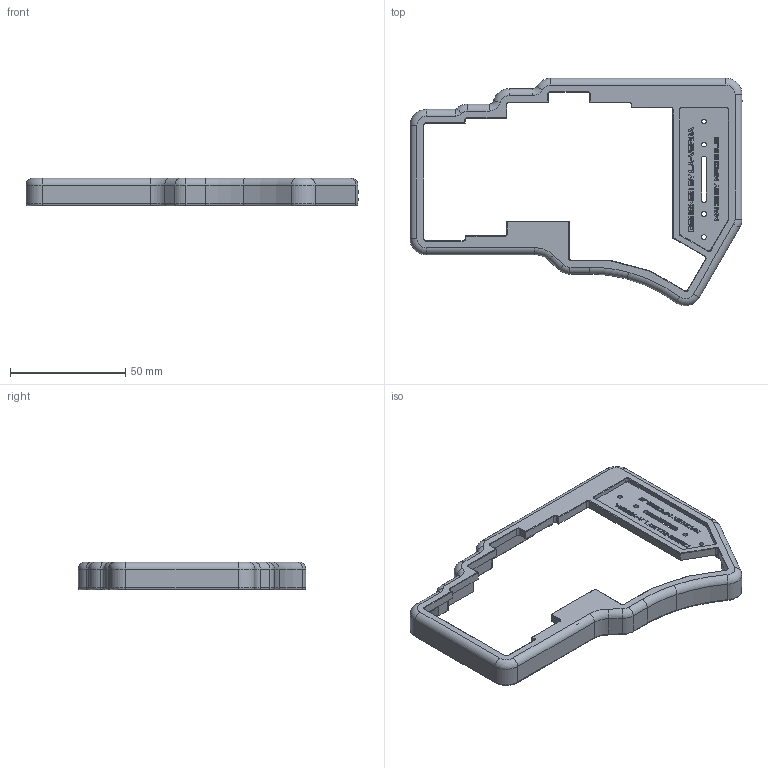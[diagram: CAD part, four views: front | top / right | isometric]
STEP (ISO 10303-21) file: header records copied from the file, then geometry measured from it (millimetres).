
FILE_DESCRIPTION(/* description */ (''),/* implementation_level */ '2;1');
FILE_NAME(/* name */ 'top_left.step',/* time_stamp */ '2023-10-15T18:58:28+10:00',/* author */ (''),/* organization */ (''),/* preprocessor_version */ 'ST-DEVELOPER v20',/* originating_system */ 'Autodesk Translation Framework v12.9.0.99',/* authorisation */ '');
FILE_SCHEMA (('AUTOMOTIVE_DESIGN { 1 0 10303 214 3 1 1 }'));
Products named in the file (1): (Unsaved)
Bounding box: 144 x 98.62 x 12 mm (x, y, z)
Volume: 26606.1 mm3; surface area: 19564.7 mm2
Topology: 1 solids, 1 shells, 1608 faces, 4459 edges, 2909 vertices
Faces by surface type: bspline 857, plane 508, cylinder 153, cone 48, torus 42
Full cylindrical faces by diameter (mm): 2 x2, 2.1 x2, 3.5 x8
Entity records: 59218 total; most frequent: CARTESIAN_POINT 23721, ORIENTED_EDGE 8918, DIRECTION 4642, EDGE_CURVE 4459, VERTEX_POINT 2909, LINE 2330, VECTOR 2330, B_SPLINE_CURVE_WITH_KNOTS 1725
